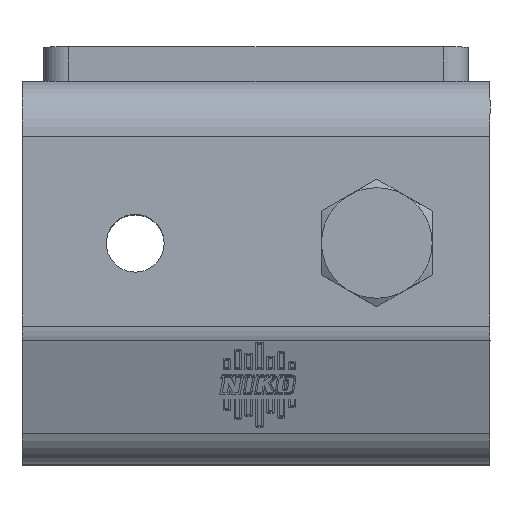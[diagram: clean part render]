
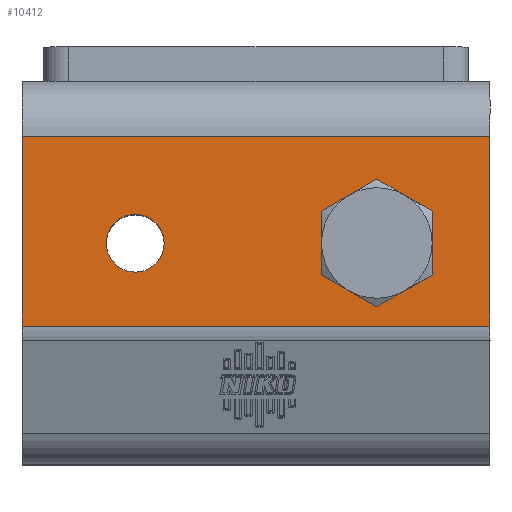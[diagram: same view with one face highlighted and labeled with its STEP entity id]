
A CAD part, top view. The second image highlights one B-rep face of the part: STEP entity #10412.
In plain terms, the highlighted face is planar.
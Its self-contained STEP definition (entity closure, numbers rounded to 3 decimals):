
#319 = VECTOR ( 'NONE', #5594, 1000. ) ;
#346 = DIRECTION ( 'NONE',  ( 0., -1., 0. ) ) ;
#421 = EDGE_CURVE ( 'NONE', #3810, #7297, #2076, .T. ) ;
#433 = CIRCLE ( 'NONE', #5788, 3.4 ) ;
#692 = ORIENTED_EDGE ( 'NONE', *, *, #8222, .T. ) ;
#871 = EDGE_LOOP ( 'NONE', ( #2437, #2937 ) ) ;
#2076 = CIRCLE ( 'NONE', #11556, 3.4 ) ;
#2096 = CIRCLE ( 'NONE', #5579, 3.4 ) ;
#2322 = ORIENTED_EDGE ( 'NONE', *, *, #4269, .F. ) ;
#2395 = ORIENTED_EDGE ( 'NONE', *, *, #10300, .T. ) ;
#2437 = ORIENTED_EDGE ( 'NONE', *, *, #11927, .F. ) ;
#2761 = CARTESIAN_POINT ( 'NONE',  ( -25., -2.5, -55. ) ) ;
#2937 = ORIENTED_EDGE ( 'NONE', *, *, #12538, .F. ) ;
#2955 = LINE ( 'NONE', #6888, #11461 ) ;
#2986 = DIRECTION ( 'NONE',  ( -1., 0., 0. ) ) ;
#3561 = CARTESIAN_POINT ( 'NONE',  ( -25., -11.6, -41.7 ) ) ;
#3794 = CARTESIAN_POINT ( 'NONE',  ( -25., -11.6, -13.3 ) ) ;
#3796 = VERTEX_POINT ( 'NONE', #11252 ) ;
#3810 = VERTEX_POINT ( 'NONE', #3561 ) ;
#4210 = EDGE_CURVE ( 'NONE', #5178, #8703, #9271, .T. ) ;
#4269 = EDGE_CURVE ( 'NONE', #7297, #3810, #12479, .T. ) ;
#4293 = FACE_OUTER_BOUND ( 'NONE', #6958, .T. ) ;
#4628 = EDGE_LOOP ( 'NONE', ( #2322, #9732 ) ) ;
#5081 = FACE_BOUND ( 'NONE', #871, .T. ) ;
#5131 = PLANE ( 'NONE',  #8367 ) ;
#5178 = VERTEX_POINT ( 'NONE', #5879 ) ;
#5396 = DIRECTION ( 'NONE',  ( 0., -1., 0. ) ) ;
#5516 = ORIENTED_EDGE ( 'NONE', *, *, #8237, .F. ) ;
#5535 = LINE ( 'NONE', #2761, #319 ) ;
#5579 = AXIS2_PLACEMENT_3D ( 'NONE', #6138, #2986, #346 ) ;
#5594 = DIRECTION ( 'NONE',  ( 0., 0., 1. ) ) ;
#5788 = AXIS2_PLACEMENT_3D ( 'NONE', #6875, #11782, #11725 ) ;
#5879 = CARTESIAN_POINT ( 'NONE',  ( -25., -2.5, 0. ) ) ;
#6138 = CARTESIAN_POINT ( 'NONE',  ( -25., -15., -13.3 ) ) ;
#6167 = DIRECTION ( 'NONE',  ( -1., 0., 0. ) ) ;
#6363 = CARTESIAN_POINT ( 'NONE',  ( -25., -24.735, 0. ) ) ;
#6770 = VERTEX_POINT ( 'NONE', #7557 ) ;
#6875 = CARTESIAN_POINT ( 'NONE',  ( -25., -15., -13.3 ) ) ;
#6883 = CARTESIAN_POINT ( 'NONE',  ( -25., -15., -41.7 ) ) ;
#6888 = CARTESIAN_POINT ( 'NONE',  ( -25., -24.735, -55. ) ) ;
#6958 = EDGE_LOOP ( 'NONE', ( #10220, #5516, #692, #2395 ) ) ;
#7007 = FACE_BOUND ( 'NONE', #4628, .T. ) ;
#7297 = VERTEX_POINT ( 'NONE', #10430 ) ;
#7557 = CARTESIAN_POINT ( 'NONE',  ( -25., -2.5, -55. ) ) ;
#7637 = CARTESIAN_POINT ( 'NONE',  ( -25., -24.735, 0. ) ) ;
#7856 = DIRECTION ( 'NONE',  ( 0., -1., 0. ) ) ;
#8222 = EDGE_CURVE ( 'NONE', #6770, #3796, #11420, .T. ) ;
#8237 = EDGE_CURVE ( 'NONE', #6770, #5178, #5535, .T. ) ;
#8241 = CARTESIAN_POINT ( 'NONE',  ( -25., -24.735, -55. ) ) ;
#8367 = AXIS2_PLACEMENT_3D ( 'NONE', #8241, #6167, #9927 ) ;
#8390 = DIRECTION ( 'NONE',  ( 0., -1., 0. ) ) ;
#8517 = DIRECTION ( 'NONE',  ( 0., -1., 0. ) ) ;
#8702 = DIRECTION ( 'NONE',  ( 0., 0., 1. ) ) ;
#8703 = VERTEX_POINT ( 'NONE', #7637 ) ;
#9271 = LINE ( 'NONE', #6363, #9799 ) ;
#9281 = CARTESIAN_POINT ( 'NONE',  ( -25., -15., -41.7 ) ) ;
#9598 = AXIS2_PLACEMENT_3D ( 'NONE', #6883, #11528, #7856 ) ;
#9732 = ORIENTED_EDGE ( 'NONE', *, *, #421, .F. ) ;
#9798 = VECTOR ( 'NONE', #8517, 1000. ) ;
#9799 = VECTOR ( 'NONE', #5396, 1000. ) ;
#9836 = VERTEX_POINT ( 'NONE', #10727 ) ;
#9927 = DIRECTION ( 'NONE',  ( 0., -1., 0. ) ) ;
#10220 = ORIENTED_EDGE ( 'NONE', *, *, #4210, .F. ) ;
#10300 = EDGE_CURVE ( 'NONE', #3796, #8703, #2955, .T. ) ;
#10321 = VERTEX_POINT ( 'NONE', #3794 ) ;
#10412 = ADVANCED_FACE ( 'NONE', ( #5081, #7007, #4293 ), #5131, .T. ) ;
#10430 = CARTESIAN_POINT ( 'NONE',  ( -25., -18.4, -41.7 ) ) ;
#10459 = DIRECTION ( 'NONE',  ( -1., 0., 0. ) ) ;
#10727 = CARTESIAN_POINT ( 'NONE',  ( -25., -18.4, -13.3 ) ) ;
#11252 = CARTESIAN_POINT ( 'NONE',  ( -25., -24.735, -55. ) ) ;
#11420 = LINE ( 'NONE', #11611, #9798 ) ;
#11461 = VECTOR ( 'NONE', #8702, 1000. ) ;
#11528 = DIRECTION ( 'NONE',  ( -1., 0., 0. ) ) ;
#11556 = AXIS2_PLACEMENT_3D ( 'NONE', #9281, #10459, #8390 ) ;
#11611 = CARTESIAN_POINT ( 'NONE',  ( -25., -24.735, -55. ) ) ;
#11725 = DIRECTION ( 'NONE',  ( 0., -1., 0. ) ) ;
#11782 = DIRECTION ( 'NONE',  ( -1., 0., 0. ) ) ;
#11927 = EDGE_CURVE ( 'NONE', #9836, #10321, #433, .T. ) ;
#12479 = CIRCLE ( 'NONE', #9598, 3.4 ) ;
#12538 = EDGE_CURVE ( 'NONE', #10321, #9836, #2096, .T. ) ;
